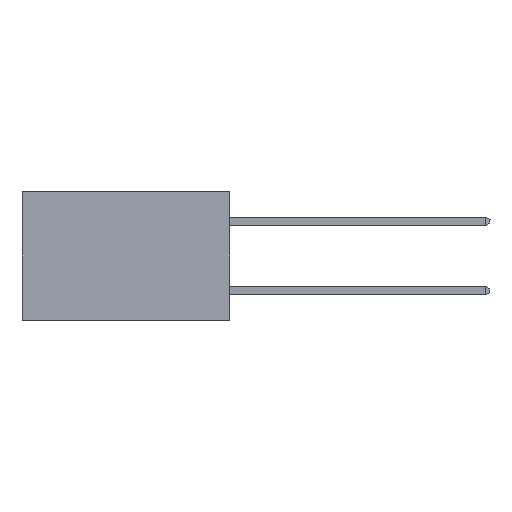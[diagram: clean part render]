
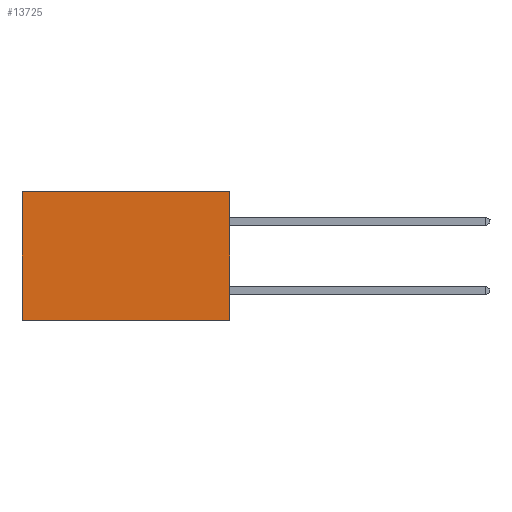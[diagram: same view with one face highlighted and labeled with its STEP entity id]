
A CAD part, left-side view. The second image highlights one B-rep face of the part: STEP entity #13725.
In plain terms, the highlighted planar face has unit normal (-1, 0, 0).
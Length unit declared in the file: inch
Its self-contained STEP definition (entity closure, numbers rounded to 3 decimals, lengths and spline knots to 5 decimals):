
#661 = EDGE_CURVE ( 'NONE', #15294, #9904, #9660, .T. ) ;
#810 = CARTESIAN_POINT ( 'NONE',  ( 0.298, 0., -0.37 ) ) ;
#1908 = LINE ( 'NONE', #15943, #12216 ) ;
#1922 = DIRECTION ( 'NONE',  ( 0., 0., -1. ) ) ;
#2976 = AXIS2_PLACEMENT_3D ( 'NONE', #5890, #6058, #1922 ) ;
#3051 = EDGE_CURVE ( 'NONE', #15294, #17341, #13275, .T. ) ;
#3922 = DIRECTION ( 'NONE',  ( 0., 1., 0. ) ) ;
#4074 = PLANE ( 'NONE',  #2976 ) ;
#4313 = VECTOR ( 'NONE', #11845, 39.37008 ) ;
#5563 = VERTEX_POINT ( 'NONE', #17491 ) ;
#5890 = CARTESIAN_POINT ( 'NONE',  ( 0.298, 0., 0. ) ) ;
#6033 = ORIENTED_EDGE ( 'NONE', *, *, #7084, .T. ) ;
#6058 = DIRECTION ( 'NONE',  ( 1., 0., 0. ) ) ;
#6177 = ORIENTED_EDGE ( 'NONE', *, *, #661, .F. ) ;
#6673 = CARTESIAN_POINT ( 'NONE',  ( 0.298, 0.6, 0. ) ) ;
#7084 = EDGE_CURVE ( 'NONE', #17341, #5563, #18156, .T. ) ;
#8034 = CARTESIAN_POINT ( 'NONE',  ( 0.298, 0., 0. ) ) ;
#8594 = EDGE_CURVE ( 'NONE', #9904, #5563, #1908, .T. ) ;
#8856 = VECTOR ( 'NONE', #20640, 39.37008 ) ;
#9660 = LINE ( 'NONE', #12774, #4313 ) ;
#9904 = VERTEX_POINT ( 'NONE', #810 ) ;
#11845 = DIRECTION ( 'NONE',  ( 0., 0., -1. ) ) ;
#12216 = VECTOR ( 'NONE', #23973, 39.37008 ) ;
#12366 = CARTESIAN_POINT ( 'NONE',  ( 0.298, 0.6, 0. ) ) ;
#12627 = VECTOR ( 'NONE', #3922, 39.37008 ) ;
#12774 = CARTESIAN_POINT ( 'NONE',  ( 0.298, 0., 0. ) ) ;
#12780 = FACE_OUTER_BOUND ( 'NONE', #15975, .T. ) ;
#13275 = LINE ( 'NONE', #8034, #12627 ) ;
#13725 = ADVANCED_FACE ( 'NONE', ( #12780 ), #4074, .F. ) ;
#15294 = VERTEX_POINT ( 'NONE', #15788 ) ;
#15788 = CARTESIAN_POINT ( 'NONE',  ( 0.298, 0., 0. ) ) ;
#15943 = CARTESIAN_POINT ( 'NONE',  ( 0.298, 0., -0.37 ) ) ;
#15975 = EDGE_LOOP ( 'NONE', ( #6033, #25096, #6177, #20975 ) ) ;
#17341 = VERTEX_POINT ( 'NONE', #12366 ) ;
#17491 = CARTESIAN_POINT ( 'NONE',  ( 0.298, 0.6, -0.37 ) ) ;
#18156 = LINE ( 'NONE', #6673, #8856 ) ;
#20640 = DIRECTION ( 'NONE',  ( 0., 0., -1. ) ) ;
#20975 = ORIENTED_EDGE ( 'NONE', *, *, #3051, .T. ) ;
#23973 = DIRECTION ( 'NONE',  ( 0., 1., 0. ) ) ;
#25096 = ORIENTED_EDGE ( 'NONE', *, *, #8594, .F. ) ;
